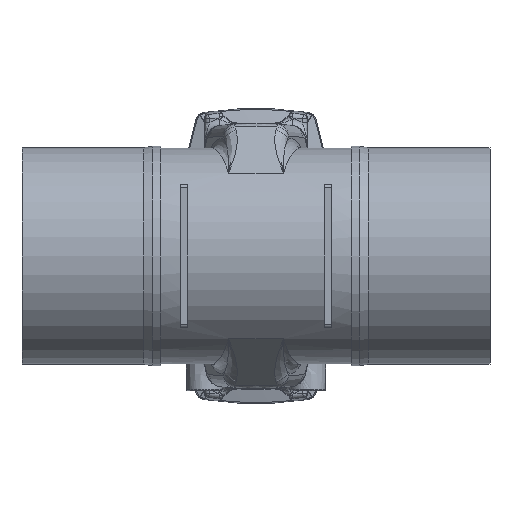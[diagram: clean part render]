
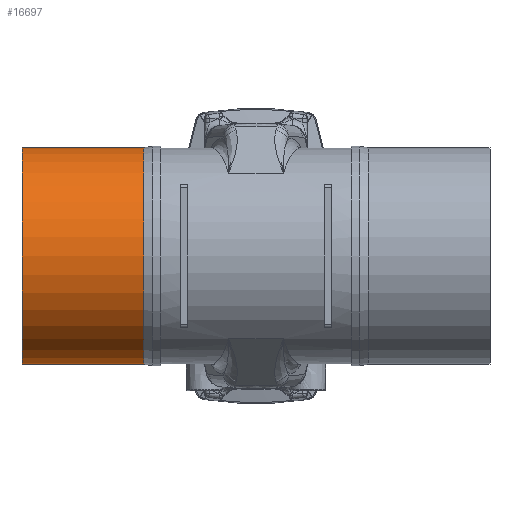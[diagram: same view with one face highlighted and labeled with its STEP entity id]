
A CAD part, front view. The second image highlights one B-rep face of the part: STEP entity #16697.
In plain terms, the highlighted cylindrical face has radius 136.5 mm (diameter 273 mm), a full revolution.
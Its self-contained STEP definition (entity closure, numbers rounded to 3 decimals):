
#1045 = CARTESIAN_POINT ( 'NONE',  ( -141.363, 136.5, 0. ) ) ;
#1048 = CARTESIAN_POINT ( 'NONE',  ( -295., 0., -136.5 ) ) ;
#1159 = VERTEX_POINT ( 'NONE', #1045 ) ;
#1162 = VERTEX_POINT ( 'NONE', #1048 ) ;
#1455 = EDGE_CURVE ( 'NONE', #1159, #1159, #1702, .T. ) ;
#1515 = EDGE_CURVE ( 'NONE', #1162, #1162, #1739, .T. ) ;
#1666 = ORIENTED_EDGE ( 'NONE', *, *, #1455, .T. ) ;
#1673 = ORIENTED_EDGE ( 'NONE', *, *, #1515, .T. ) ;
#1702 = CIRCLE ( 'NONE', #12752, 136.5 ) ;
#1739 = CIRCLE ( 'NONE', #12770, 136.5 ) ;
#2564 = FACE_OUTER_BOUND ( 'NONE', #7239, .T. ) ;
#2576 = FACE_OUTER_BOUND ( 'NONE', #7240, .T. ) ;
#2579 = CYLINDRICAL_SURFACE ( 'NONE', #14363, 136.5 ) ;
#3034 = CARTESIAN_POINT ( 'NONE',  ( -141.363, 0., 0. ) ) ;
#3035 = DIRECTION ( 'NONE',  ( -1., 0., 0. ) ) ;
#3036 = DIRECTION ( 'NONE',  ( 0., 1., 0. ) ) ;
#7239 = EDGE_LOOP ( 'NONE', ( #1673 ) ) ;
#7240 = EDGE_LOOP ( 'NONE', ( #1666 ) ) ;
#12752 = AXIS2_PLACEMENT_3D ( 'NONE', #3034, #3035, #3036 ) ;
#12770 = AXIS2_PLACEMENT_3D ( 'NONE', #13103, #13104, #13105 ) ;
#13103 = CARTESIAN_POINT ( 'NONE',  ( -295., 0., 0. ) ) ;
#13104 = DIRECTION ( 'NONE',  ( 1., 0., 0. ) ) ;
#13105 = DIRECTION ( 'NONE',  ( 0., 0., -1. ) ) ;
#14363 = AXIS2_PLACEMENT_3D ( 'NONE', #17983, #17984, #17981 ) ;
#16697 = ADVANCED_FACE ( 'NONE', ( #2576, #2564 ), #2579, .T. ) ;
#17981 = DIRECTION ( 'NONE',  ( 0., 0., -1. ) ) ;
#17983 = CARTESIAN_POINT ( 'NONE',  ( 0., 0., 0. ) ) ;
#17984 = DIRECTION ( 'NONE',  ( 1., 0., 0. ) ) ;
